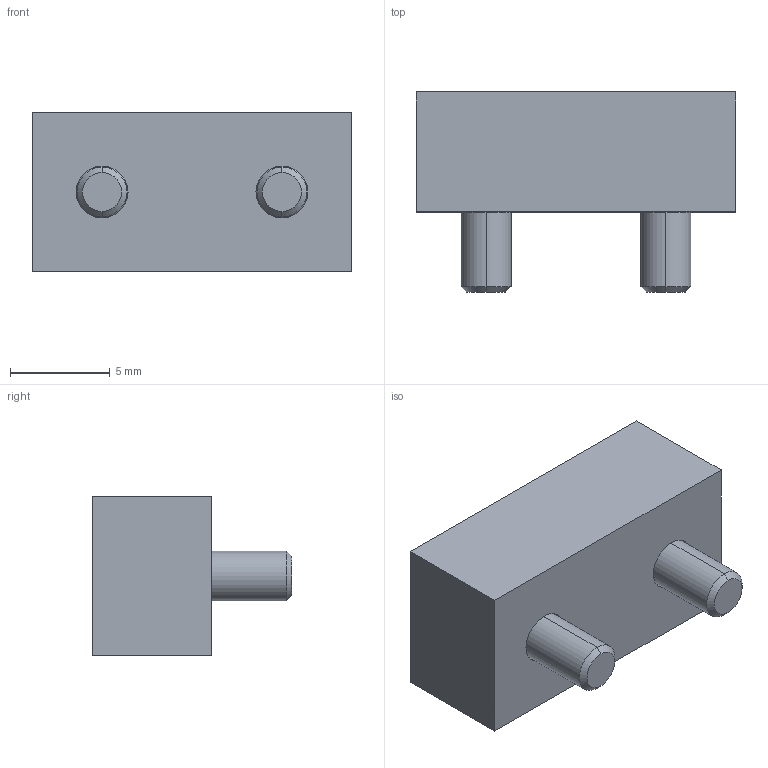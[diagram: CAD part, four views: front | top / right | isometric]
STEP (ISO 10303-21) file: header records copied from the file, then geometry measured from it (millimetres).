
FILE_DESCRIPTION(('STEP AP214'),'1');
FILE_NAME('HALDERN_EH_23190_0071.stp','2018-02-27T08:36:33',('TraceParts'),('TraceParts S.A.'),'Spatial InterOp 3D',' ',' ');
FILE_SCHEMA(('automotive_design'));
Length unit declared in the file: millimetre
Products named in the file (3): HALDERN_EH_23190_0071_1; HALDERN_EH_23190_0071_2; HALDERN_EH_23190_0071_3
Bounding box: 16 x 10 x 8 mm (x, y, z)
Volume: 799.1 mm3; surface area: 847.9 mm2
Topology: 3 solids, 3 shells, 44 faces, 96 edges, 60 vertices
Faces by surface type: plane 24, cone 12, cylinder 8
Entity records: 1598 total; most frequent: DIRECTION 218, CARTESIAN_POINT 203, ORIENTED_EDGE 192, EDGE_CURVE 96, AXIS2_PLACEMENT_3D 75, LINE 68, VECTOR 68, VERTEX_POINT 60
